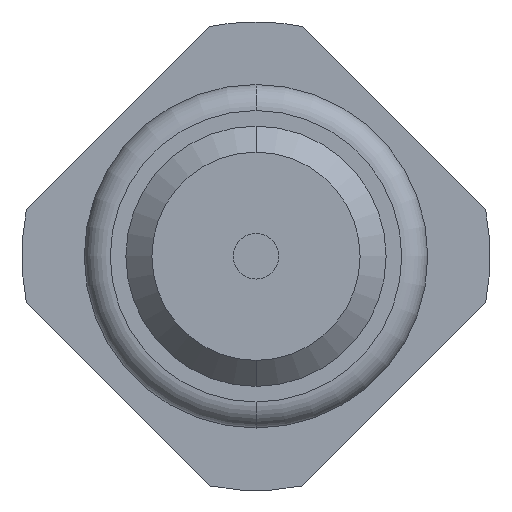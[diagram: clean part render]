
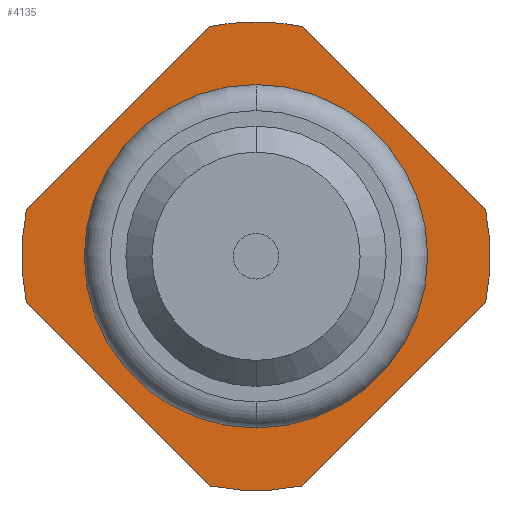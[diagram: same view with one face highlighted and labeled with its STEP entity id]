
A CAD part, front view. The second image highlights one B-rep face of the part: STEP entity #4135.
In plain terms, the highlighted planar face has unit normal (0, -1, 0).
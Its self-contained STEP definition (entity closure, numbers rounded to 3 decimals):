
#11 = CARTESIAN_POINT ( 'NONE',  ( -0.357, -2., -1.764 ) ) ;
#15 = CARTESIAN_POINT ( 'NONE',  ( 1.8, -2., 0. ) ) ;
#162 = ORIENTED_EDGE ( 'NONE', *, *, #1222, .F. ) ;
#196 = VERTEX_POINT ( 'NONE', #11 ) ;
#322 = CARTESIAN_POINT ( 'NONE',  ( -0.357, -2., 1.764 ) ) ;
#371 = CIRCLE ( 'NONE', #1816, 1.8 ) ;
#382 = AXIS2_PLACEMENT_3D ( 'NONE', #1248, #1078, #4653 ) ;
#389 = DIRECTION ( 'NONE',  ( -0.707, 0., 0.707 ) ) ;
#633 = VERTEX_POINT ( 'NONE', #2100 ) ;
#716 = ORIENTED_EDGE ( 'NONE', *, *, #1093, .T. ) ;
#719 = CARTESIAN_POINT ( 'NONE',  ( 0., -2., 0. ) ) ;
#786 = LINE ( 'NONE', #5385, #3621 ) ;
#902 = CIRCLE ( 'NONE', #6454, 1.32 ) ;
#1017 = CARTESIAN_POINT ( 'NONE',  ( -1.764, -2., -0.357 ) ) ;
#1078 = DIRECTION ( 'NONE',  ( 0., 1., 0. ) ) ;
#1093 = EDGE_CURVE ( 'Defeature ausgef�hrt3_2+Defeature ausgef�hrt3_13+Defeature ausgef�hrt3_13+Defeature ausgef�hrt3_13', #4593, #6305, #902, .T. ) ;
#1206 = EDGE_CURVE ( 'Defeature ausgef�hrt3_17+Defeature ausgef�hrt3_2+Defeature ausgef�hrt3_6+Defeature ausgef�hrt3_5', #196, #4183, #786, .T. ) ;
#1222 = EDGE_CURVE ( 'Defeature ausgef�hrt3_6+Defeature ausgef�hrt3_2+Defeature ausgef�hrt3_16+Defeature ausgef�hrt3_17', #2390, #196, #2971, .T. ) ;
#1248 = CARTESIAN_POINT ( 'NONE',  ( 0., -2., 0. ) ) ;
#1367 = DIRECTION ( 'NONE',  ( -0.707, 0., -0.707 ) ) ;
#1425 = CARTESIAN_POINT ( 'NONE',  ( 0., -2., 1.32 ) ) ;
#1487 = DIRECTION ( 'NONE',  ( 0.707, 0., 0.707 ) ) ;
#1536 = DIRECTION ( 'NONE',  ( 0., 1., 0. ) ) ;
#1580 = ORIENTED_EDGE ( 'NONE', *, *, #6379, .T. ) ;
#1582 = VERTEX_POINT ( 'NONE', #3391 ) ;
#1606 = CIRCLE ( 'NONE', #5399, 1.8 ) ;
#1615 = ORIENTED_EDGE ( 'NONE', *, *, #5295, .F. ) ;
#1643 = CARTESIAN_POINT ( 'NONE',  ( 0., -2., 1.8 ) ) ;
#1805 = CIRCLE ( 'NONE', #2773, 1.8 ) ;
#1816 = AXIS2_PLACEMENT_3D ( 'NONE', #5545, #3536, #1956 ) ;
#1919 = CARTESIAN_POINT ( 'NONE',  ( 1.961, -2., -0.161 ) ) ;
#1956 = DIRECTION ( 'NONE',  ( 0., 0., 1. ) ) ;
#2100 = CARTESIAN_POINT ( 'NONE',  ( -1.764, -2., 0.357 ) ) ;
#2390 = VERTEX_POINT ( 'NONE', #5449 ) ;
#2457 = CARTESIAN_POINT ( 'NONE',  ( 1.961, -2., 0.161 ) ) ;
#2644 = CIRCLE ( 'NONE', #3495, 1.8 ) ;
#2682 = DIRECTION ( 'NONE',  ( 0., 1., 0. ) ) ;
#2728 = CARTESIAN_POINT ( 'NONE',  ( 0., -2., 0. ) ) ;
#2767 = EDGE_CURVE ( 'Defeature ausgef�hrt3_4+Defeature ausgef�hrt3_2+Defeature ausgef�hrt3_18+Defeature ausgef�hrt3_19', #6011, #5632, #1606, .T. ) ;
#2773 = AXIS2_PLACEMENT_3D ( 'NONE', #6172, #2682, #4165 ) ;
#2810 = DIRECTION ( 'NONE',  ( 0., 0., 1. ) ) ;
#2815 = DIRECTION ( 'NONE',  ( 0., 0., 1. ) ) ;
#2836 = VERTEX_POINT ( 'NONE', #322 ) ;
#2971 = CIRCLE ( 'NONE', #3508, 1.8 ) ;
#2976 = LINE ( 'NONE', #4067, #5363 ) ;
#3077 = CARTESIAN_POINT ( 'NONE',  ( 0., -2., 0. ) ) ;
#3240 = EDGE_CURVE ( 'Defeature ausgef�hrt3_18+Defeature ausgef�hrt3_2+Defeature ausgef�hrt3_5+Defeature ausgef�hrt3_4', #633, #2836, #2976, .T. ) ;
#3268 = CARTESIAN_POINT ( 'NONE',  ( 0., -2., 0. ) ) ;
#3296 = ORIENTED_EDGE ( 'NONE', *, *, #4071, .F. ) ;
#3303 = DIRECTION ( 'NONE',  ( 0., 1., 0. ) ) ;
#3325 = EDGE_CURVE ( 'Defeature ausgef�hrt3_3+Defeature ausgef�hrt3_2+Defeature ausgef�hrt3_19+Defeature ausgef�hrt3_16', #4106, #1582, #1805, .T. ) ;
#3391 = CARTESIAN_POINT ( 'NONE',  ( 1.764, -2., -0.357 ) ) ;
#3436 = LINE ( 'NONE', #1919, #4265 ) ;
#3480 = EDGE_LOOP ( 'NONE', ( #3296, #3858, #4934, #5626, #1615, #5446, #162, #6297, #6435 ) ) ;
#3495 = AXIS2_PLACEMENT_3D ( 'NONE', #2728, #6361, #2815 ) ;
#3508 = AXIS2_PLACEMENT_3D ( 'NONE', #719, #5054, #2810 ) ;
#3536 = DIRECTION ( 'NONE',  ( 0., 1., 0. ) ) ;
#3599 = DIRECTION ( 'NONE',  ( 0., 0., 1. ) ) ;
#3621 = VECTOR ( 'NONE', #389, 1000. ) ;
#3771 = EDGE_LOOP ( 'NONE', ( #1580, #716 ) ) ;
#3858 = ORIENTED_EDGE ( 'NONE', *, *, #2767, .F. ) ;
#3998 = EDGE_CURVE ( 'Defeature ausgef�hrt3_16+Defeature ausgef�hrt3_2+Defeature ausgef�hrt3_3+Defeature ausgef�hrt3_6', #1582, #2390, #3436, .T. ) ;
#4067 = CARTESIAN_POINT ( 'NONE',  ( -0.161, -2., 1.961 ) ) ;
#4071 = EDGE_CURVE ( 'Defeature ausgef�hrt3_19+Defeature ausgef�hrt3_2+Defeature ausgef�hrt3_4+Defeature ausgef�hrt3_3', #5632, #4106, #6533, .T. ) ;
#4106 = VERTEX_POINT ( 'NONE', #5575 ) ;
#4118 = FACE_BOUND ( 'NONE', #3771, .T. ) ;
#4135 = ADVANCED_FACE ( 'Defeature ausgef�hrt3_2', ( #4118, #6259 ), #6186, .F. ) ;
#4165 = DIRECTION ( 'NONE',  ( 0., 0., 1. ) ) ;
#4183 = VERTEX_POINT ( 'NONE', #1017 ) ;
#4232 = DIRECTION ( 'NONE',  ( 0., 0., 1. ) ) ;
#4261 = DIRECTION ( 'NONE',  ( 0., 1., 0. ) ) ;
#4265 = VECTOR ( 'NONE', #1367, 1000. ) ;
#4523 = DIRECTION ( 'NONE',  ( 0.707, 0., -0.707 ) ) ;
#4593 = VERTEX_POINT ( 'NONE', #5976 ) ;
#4653 = DIRECTION ( 'NONE',  ( 0., 0., 1. ) ) ;
#4768 = CARTESIAN_POINT ( 'NONE',  ( 0.357, -2., 1.764 ) ) ;
#4934 = ORIENTED_EDGE ( 'NONE', *, *, #5825, .F. ) ;
#5051 = CIRCLE ( 'NONE', #382, 1.32 ) ;
#5054 = DIRECTION ( 'NONE',  ( 0., 1., 0. ) ) ;
#5295 = EDGE_CURVE ( 'Defeature ausgef�hrt3_5+Defeature ausgef�hrt3_2+Defeature ausgef�hrt3_17+Defeature ausgef�hrt3_18', #4183, #633, #2644, .T. ) ;
#5363 = VECTOR ( 'NONE', #1487, 1000. ) ;
#5385 = CARTESIAN_POINT ( 'NONE',  ( -0.161, -2., -1.961 ) ) ;
#5399 = AXIS2_PLACEMENT_3D ( 'NONE', #3268, #3303, #5856 ) ;
#5446 = ORIENTED_EDGE ( 'NONE', *, *, #1206, .F. ) ;
#5448 = AXIS2_PLACEMENT_3D ( 'NONE', #15, #1536, #3599 ) ;
#5449 = CARTESIAN_POINT ( 'NONE',  ( 0.357, -2., -1.764 ) ) ;
#5545 = CARTESIAN_POINT ( 'NONE',  ( 0., -2., 0. ) ) ;
#5575 = CARTESIAN_POINT ( 'NONE',  ( 1.764, -2., 0.357 ) ) ;
#5626 = ORIENTED_EDGE ( 'NONE', *, *, #3240, .F. ) ;
#5632 = VERTEX_POINT ( 'NONE', #4768 ) ;
#5825 = EDGE_CURVE ( 'Defeature ausgef�hrt3_4+Defeature ausgef�hrt3_2+Defeature ausgef�hrt3_18+Defeature ausgef�hrt3_19', #2836, #6011, #371, .T. ) ;
#5856 = DIRECTION ( 'NONE',  ( 0., 0., 1. ) ) ;
#5976 = CARTESIAN_POINT ( 'NONE',  ( 0., -2., -1.32 ) ) ;
#6011 = VERTEX_POINT ( 'NONE', #1643 ) ;
#6099 = VECTOR ( 'NONE', #4523, 1000. ) ;
#6172 = CARTESIAN_POINT ( 'NONE',  ( 0., -2., 0. ) ) ;
#6186 = PLANE ( 'NONE',  #5448 ) ;
#6259 = FACE_OUTER_BOUND ( 'NONE', #3480, .T. ) ;
#6297 = ORIENTED_EDGE ( 'NONE', *, *, #3998, .F. ) ;
#6305 = VERTEX_POINT ( 'NONE', #1425 ) ;
#6361 = DIRECTION ( 'NONE',  ( 0., 1., 0. ) ) ;
#6379 = EDGE_CURVE ( 'Defeature ausgef�hrt3_2+Defeature ausgef�hrt3_13+Defeature ausgef�hrt3_13+Defeature ausgef�hrt3_13', #6305, #4593, #5051, .T. ) ;
#6435 = ORIENTED_EDGE ( 'NONE', *, *, #3325, .F. ) ;
#6454 = AXIS2_PLACEMENT_3D ( 'NONE', #3077, #4261, #4232 ) ;
#6533 = LINE ( 'NONE', #2457, #6099 ) ;
